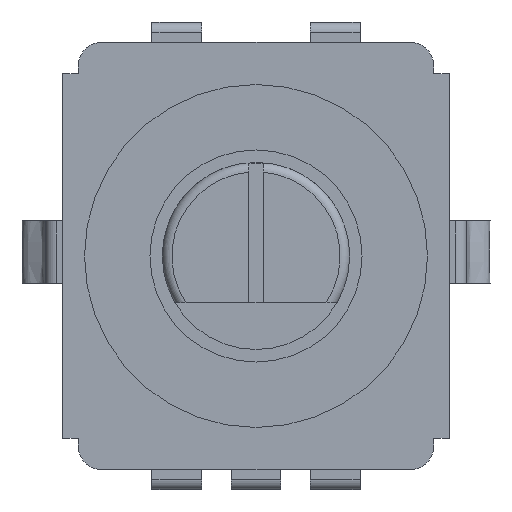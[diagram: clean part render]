
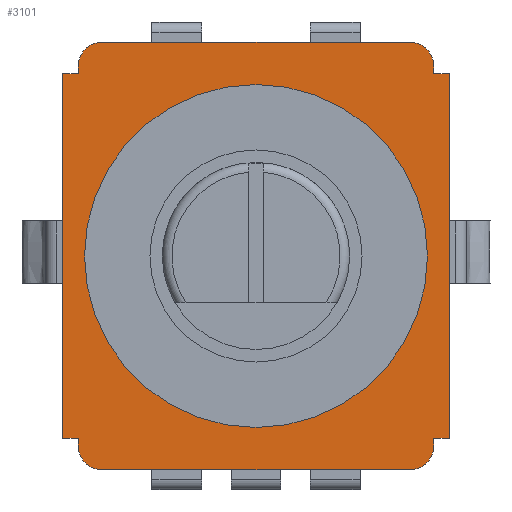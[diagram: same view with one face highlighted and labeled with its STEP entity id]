
A CAD part, front view. The second image highlights one B-rep face of the part: STEP entity #3101.
In plain terms, the highlighted planar face has unit normal (0, -1, 0).
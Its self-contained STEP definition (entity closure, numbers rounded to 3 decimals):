
#72 = LINE ( 'NONE', #3555, #1358 ) ;
#90 = VECTOR ( 'NONE', #695, 1000. ) ;
#110 = CARTESIAN_POINT ( 'NONE',  ( 5.7, 0., 5.85 ) ) ;
#112 = ORIENTED_EDGE ( 'NONE', *, *, #122, .F. ) ;
#122 = EDGE_CURVE ( 'NONE', #2039, #4099, #2467, .T. ) ;
#309 = DIRECTION ( 'NONE',  ( 0., -1., 0. ) ) ;
#323 = EDGE_CURVE ( 'NONE', #4256, #3257, #1245, .T. ) ;
#369 = EDGE_CURVE ( 'NONE', #2265, #3655, #4162, .T. ) ;
#421 = VERTEX_POINT ( 'NONE', #4687 ) ;
#431 = CARTESIAN_POINT ( 'NONE',  ( 5.7, 0., -6.1 ) ) ;
#432 = FACE_BOUND ( 'NONE', #3989, .T. ) ;
#507 = AXIS2_PLACEMENT_3D ( 'NONE', #2007, #3629, #3980 ) ;
#664 = CARTESIAN_POINT ( 'NONE',  ( 0., 0., 0. ) ) ;
#695 = DIRECTION ( 'NONE',  ( 1., 0., 0. ) ) ;
#799 = EDGE_CURVE ( 'NONE', #2549, #2040, #2072, .T. ) ;
#817 = AXIS2_PLACEMENT_3D ( 'NONE', #4098, #5036, #6142 ) ;
#839 = DIRECTION ( 'NONE',  ( 0., 0., 1. ) ) ;
#941 = CARTESIAN_POINT ( 'NONE',  ( 0., 0., -5.5 ) ) ;
#957 = FACE_OUTER_BOUND ( 'NONE', #3615, .T. ) ;
#976 = DIRECTION ( 'NONE',  ( -1., 0., 0. ) ) ;
#1014 = ORIENTED_EDGE ( 'NONE', *, *, #1446, .F. ) ;
#1201 = VECTOR ( 'NONE', #4911, 1000. ) ;
#1203 = EDGE_CURVE ( 'NONE', #2418, #3759, #6213, .T. ) ;
#1233 = DIRECTION ( 'NONE',  ( 0., 1., 0. ) ) ;
#1242 = EDGE_CURVE ( 'NONE', #1846, #5986, #2999, .T. ) ;
#1245 = CIRCLE ( 'NONE', #817, 0.75 ) ;
#1267 = CARTESIAN_POINT ( 'NONE',  ( 4.95, 0., 6.85 ) ) ;
#1281 = ORIENTED_EDGE ( 'NONE', *, *, #369, .F. ) ;
#1303 = DIRECTION ( 'NONE',  ( 1., 0., 0. ) ) ;
#1332 = EDGE_CURVE ( 'NONE', #5986, #1846, #3315, .T. ) ;
#1358 = VECTOR ( 'NONE', #2932, 1000. ) ;
#1383 = CARTESIAN_POINT ( 'NONE',  ( 0., 0., 5.5 ) ) ;
#1395 = LINE ( 'NONE', #6392, #3057 ) ;
#1435 = CARTESIAN_POINT ( 'NONE',  ( 5.7, 0., 5.85 ) ) ;
#1443 = ORIENTED_EDGE ( 'NONE', *, *, #2866, .F. ) ;
#1446 = EDGE_CURVE ( 'NONE', #3759, #4049, #72, .T. ) ;
#1517 = DIRECTION ( 'NONE',  ( -1., 0., 0. ) ) ;
#1536 = CARTESIAN_POINT ( 'NONE',  ( -6.2, 0., -5.85 ) ) ;
#1656 = ORIENTED_EDGE ( 'NONE', *, *, #1332, .F. ) ;
#1726 = VECTOR ( 'NONE', #1517, 1000. ) ;
#1811 = CARTESIAN_POINT ( 'NONE',  ( 0., 0., 0. ) ) ;
#1813 = ORIENTED_EDGE ( 'NONE', *, *, #5126, .F. ) ;
#1846 = VERTEX_POINT ( 'NONE', #1383 ) ;
#1912 = ORIENTED_EDGE ( 'NONE', *, *, #4052, .F. ) ;
#1972 = CARTESIAN_POINT ( 'NONE',  ( -6.2, 0., -5.85 ) ) ;
#1994 = LINE ( 'NONE', #2028, #1726 ) ;
#2007 = CARTESIAN_POINT ( 'NONE',  ( -4.95, 0., -6.1 ) ) ;
#2028 = CARTESIAN_POINT ( 'NONE',  ( -4.95, 0., -6.85 ) ) ;
#2039 = VERTEX_POINT ( 'NONE', #3080 ) ;
#2040 = VERTEX_POINT ( 'NONE', #5054 ) ;
#2072 = CIRCLE ( 'NONE', #507, 0.75 ) ;
#2079 = ORIENTED_EDGE ( 'NONE', *, *, #4094, .F. ) ;
#2091 = DIRECTION ( 'NONE',  ( 1., 0., 0. ) ) ;
#2098 = DIRECTION ( 'NONE',  ( 0., 0., 1. ) ) ;
#2127 = CIRCLE ( 'NONE', #4390, 0.75 ) ;
#2192 = DIRECTION ( 'NONE',  ( 0., 0., -1. ) ) ;
#2209 = AXIS2_PLACEMENT_3D ( 'NONE', #5113, #3106, #2098 ) ;
#2265 = VERTEX_POINT ( 'NONE', #1435 ) ;
#2291 = EDGE_CURVE ( 'NONE', #5227, #421, #4160, .T. ) ;
#2296 = CARTESIAN_POINT ( 'NONE',  ( 5.7, 0., -6.1 ) ) ;
#2403 = EDGE_CURVE ( 'NONE', #4125, #5227, #3810, .T. ) ;
#2416 = CARTESIAN_POINT ( 'NONE',  ( 5.7, 0., -5.85 ) ) ;
#2418 = VERTEX_POINT ( 'NONE', #5805 ) ;
#2460 = LINE ( 'NONE', #3904, #1201 ) ;
#2467 = LINE ( 'NONE', #6288, #6425 ) ;
#2549 = VERTEX_POINT ( 'NONE', #5433 ) ;
#2797 = AXIS2_PLACEMENT_3D ( 'NONE', #664, #5112, #4622 ) ;
#2811 = DIRECTION ( 'NONE',  ( 0., 0., -1. ) ) ;
#2866 = EDGE_CURVE ( 'NONE', #3655, #5502, #6316, .T. ) ;
#2932 = DIRECTION ( 'NONE',  ( 0., 0., 1. ) ) ;
#2995 = VECTOR ( 'NONE', #2091, 1000. ) ;
#2999 = CIRCLE ( 'NONE', #2797, 5.5 ) ;
#3057 = VECTOR ( 'NONE', #4754, 1000. ) ;
#3080 = CARTESIAN_POINT ( 'NONE',  ( -5.7, 0., -5.85 ) ) ;
#3101 = ADVANCED_FACE ( 'NONE', ( #957, #432 ), #6030, .T. ) ;
#3106 = DIRECTION ( 'NONE',  ( 0., 1., 0. ) ) ;
#3144 = ORIENTED_EDGE ( 'NONE', *, *, #799, .F. ) ;
#3158 = VECTOR ( 'NONE', #976, 1000. ) ;
#3205 = CARTESIAN_POINT ( 'NONE',  ( -4.95, 0., 6.85 ) ) ;
#3217 = ORIENTED_EDGE ( 'NONE', *, *, #2291, .F. ) ;
#3256 = DIRECTION ( 'NONE',  ( 0., 0., -1. ) ) ;
#3257 = VERTEX_POINT ( 'NONE', #5794 ) ;
#3302 = CARTESIAN_POINT ( 'NONE',  ( 6.2, 0., -5.85 ) ) ;
#3315 = CIRCLE ( 'NONE', #4952, 5.5 ) ;
#3384 = EDGE_CURVE ( 'NONE', #4099, #2418, #3389, .T. ) ;
#3389 = LINE ( 'NONE', #1536, #4708 ) ;
#3402 = LINE ( 'NONE', #2416, #3158 ) ;
#3555 = CARTESIAN_POINT ( 'NONE',  ( -5.7, 0., 5.85 ) ) ;
#3593 = ORIENTED_EDGE ( 'NONE', *, *, #4692, .F. ) ;
#3615 = EDGE_LOOP ( 'NONE', ( #1281, #3593, #3217, #6373, #1912, #1014, #4034, #5011, #112, #2079, #3144, #1813, #4041, #6427, #5202, #1443 ) ) ;
#3629 = DIRECTION ( 'NONE',  ( 0., 1., 0. ) ) ;
#3655 = VERTEX_POINT ( 'NONE', #5852 ) ;
#3658 = VECTOR ( 'NONE', #3256, 1000. ) ;
#3691 = EDGE_CURVE ( 'NONE', #5502, #5383, #3402, .T. ) ;
#3759 = VERTEX_POINT ( 'NONE', #6410 ) ;
#3794 = DIRECTION ( 'NONE',  ( -1., 0., 0. ) ) ;
#3810 = LINE ( 'NONE', #3205, #4991 ) ;
#3904 = CARTESIAN_POINT ( 'NONE',  ( -5.7, 0., -6.1 ) ) ;
#3963 = DIRECTION ( 'NONE',  ( 0., 0., -1. ) ) ;
#3964 = CARTESIAN_POINT ( 'NONE',  ( 4.95, 0., -6.1 ) ) ;
#3980 = DIRECTION ( 'NONE',  ( 0., 0., 1. ) ) ;
#3989 = EDGE_LOOP ( 'NONE', ( #4959, #1656 ) ) ;
#3998 = VECTOR ( 'NONE', #3963, 1000. ) ;
#4034 = ORIENTED_EDGE ( 'NONE', *, *, #1203, .F. ) ;
#4041 = ORIENTED_EDGE ( 'NONE', *, *, #323, .F. ) ;
#4049 = VERTEX_POINT ( 'NONE', #5286 ) ;
#4052 = EDGE_CURVE ( 'NONE', #4049, #4125, #2127, .T. ) ;
#4094 = EDGE_CURVE ( 'NONE', #2040, #2039, #2460, .T. ) ;
#4098 = CARTESIAN_POINT ( 'NONE',  ( 4.95, 0., -6.1 ) ) ;
#4099 = VERTEX_POINT ( 'NONE', #1972 ) ;
#4125 = VERTEX_POINT ( 'NONE', #6433 ) ;
#4160 = CIRCLE ( 'NONE', #2209, 0.75 ) ;
#4162 = LINE ( 'NONE', #110, #2995 ) ;
#4182 = AXIS2_PLACEMENT_3D ( 'NONE', #3964, #5958, #2192 ) ;
#4256 = VERTEX_POINT ( 'NONE', #2296 ) ;
#4390 = AXIS2_PLACEMENT_3D ( 'NONE', #5153, #1233, #839 ) ;
#4622 = DIRECTION ( 'NONE',  ( 0., 0., -1. ) ) ;
#4687 = CARTESIAN_POINT ( 'NONE',  ( 5.7, 0., 6.1 ) ) ;
#4692 = EDGE_CURVE ( 'NONE', #421, #2265, #1395, .T. ) ;
#4708 = VECTOR ( 'NONE', #5367, 1000. ) ;
#4754 = DIRECTION ( 'NONE',  ( 0., 0., -1. ) ) ;
#4911 = DIRECTION ( 'NONE',  ( 0., 0., 1. ) ) ;
#4952 = AXIS2_PLACEMENT_3D ( 'NONE', #1811, #309, #2811 ) ;
#4959 = ORIENTED_EDGE ( 'NONE', *, *, #1242, .F. ) ;
#4991 = VECTOR ( 'NONE', #1303, 1000. ) ;
#5011 = ORIENTED_EDGE ( 'NONE', *, *, #3384, .F. ) ;
#5036 = DIRECTION ( 'NONE',  ( 0., 1., 0. ) ) ;
#5054 = CARTESIAN_POINT ( 'NONE',  ( -5.7, 0., -6.1 ) ) ;
#5112 = DIRECTION ( 'NONE',  ( 0., -1., 0. ) ) ;
#5113 = CARTESIAN_POINT ( 'NONE',  ( 4.95, 0., 6.1 ) ) ;
#5126 = EDGE_CURVE ( 'NONE', #3257, #2549, #1994, .T. ) ;
#5153 = CARTESIAN_POINT ( 'NONE',  ( -4.95, 0., 6.1 ) ) ;
#5162 = CARTESIAN_POINT ( 'NONE',  ( 6.2, 0., -5.85 ) ) ;
#5202 = ORIENTED_EDGE ( 'NONE', *, *, #3691, .F. ) ;
#5218 = CARTESIAN_POINT ( 'NONE',  ( -6.2, 0., 5.85 ) ) ;
#5227 = VERTEX_POINT ( 'NONE', #1267 ) ;
#5286 = CARTESIAN_POINT ( 'NONE',  ( -5.7, 0., 6.1 ) ) ;
#5367 = DIRECTION ( 'NONE',  ( 0., 0., 1. ) ) ;
#5383 = VERTEX_POINT ( 'NONE', #6029 ) ;
#5398 = EDGE_CURVE ( 'NONE', #5383, #4256, #6422, .T. ) ;
#5433 = CARTESIAN_POINT ( 'NONE',  ( -4.95, 0., -6.85 ) ) ;
#5502 = VERTEX_POINT ( 'NONE', #3302 ) ;
#5794 = CARTESIAN_POINT ( 'NONE',  ( 4.95, 0., -6.85 ) ) ;
#5805 = CARTESIAN_POINT ( 'NONE',  ( -6.2, 0., 5.85 ) ) ;
#5852 = CARTESIAN_POINT ( 'NONE',  ( 6.2, 0., 5.85 ) ) ;
#5958 = DIRECTION ( 'NONE',  ( 0., -1., 0. ) ) ;
#5986 = VERTEX_POINT ( 'NONE', #941 ) ;
#6029 = CARTESIAN_POINT ( 'NONE',  ( 5.7, 0., -5.85 ) ) ;
#6030 = PLANE ( 'NONE',  #4182 ) ;
#6142 = DIRECTION ( 'NONE',  ( 0., 0., -1. ) ) ;
#6213 = LINE ( 'NONE', #5218, #90 ) ;
#6288 = CARTESIAN_POINT ( 'NONE',  ( -6.2, 0., -5.85 ) ) ;
#6316 = LINE ( 'NONE', #5162, #3658 ) ;
#6373 = ORIENTED_EDGE ( 'NONE', *, *, #2403, .F. ) ;
#6392 = CARTESIAN_POINT ( 'NONE',  ( 5.7, 0., 5.85 ) ) ;
#6410 = CARTESIAN_POINT ( 'NONE',  ( -5.7, 0., 5.85 ) ) ;
#6422 = LINE ( 'NONE', #431, #3998 ) ;
#6425 = VECTOR ( 'NONE', #3794, 1000. ) ;
#6427 = ORIENTED_EDGE ( 'NONE', *, *, #5398, .F. ) ;
#6433 = CARTESIAN_POINT ( 'NONE',  ( -4.95, 0., 6.85 ) ) ;
